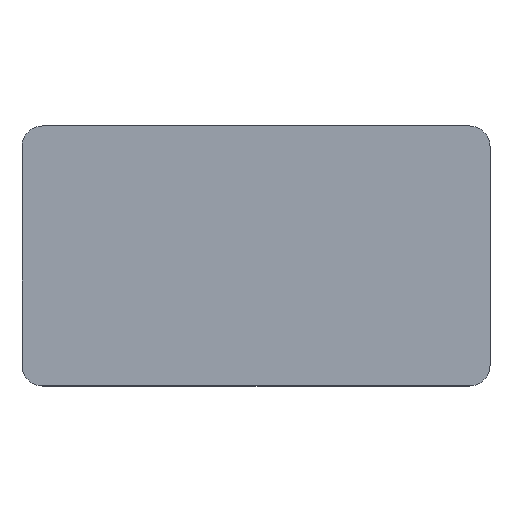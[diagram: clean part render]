
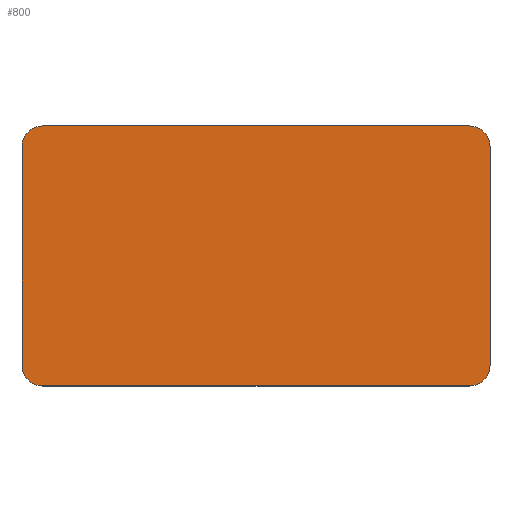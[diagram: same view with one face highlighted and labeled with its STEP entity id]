
A CAD part, top view. The second image highlights one B-rep face of the part: STEP entity #800.
In plain terms, the highlighted planar face has unit normal (0, 0, 1).
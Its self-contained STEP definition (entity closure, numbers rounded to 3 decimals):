
#269=CARTESIAN_POINT('',(-8.2,-4.2,1.));
#270=DIRECTION('',(0.,0.,1.));
#271=DIRECTION('',(-1.,0.,0.));
#272=AXIS2_PLACEMENT_3D('',#269,#270,#271);
#274=DIRECTION('',(0.,-1.,0.));
#275=VECTOR('',#274,8.4);
#276=CARTESIAN_POINT('',(-9.,4.2,1.));
#277=LINE('',#276,#275);
#278=CARTESIAN_POINT('',(-8.2,4.2,1.));
#279=DIRECTION('',(0.,0.,1.));
#280=DIRECTION('',(0.,1.,0.));
#281=AXIS2_PLACEMENT_3D('',#278,#279,#280);
#283=DIRECTION('',(-1.,0.,0.));
#284=VECTOR('',#283,16.4);
#285=CARTESIAN_POINT('',(8.2,5.,1.));
#286=LINE('',#285,#284);
#287=CARTESIAN_POINT('',(8.2,4.2,1.));
#288=DIRECTION('',(0.,0.,1.));
#289=DIRECTION('',(1.,0.,0.));
#290=AXIS2_PLACEMENT_3D('',#287,#288,#289);
#292=DIRECTION('',(0.,1.,0.));
#293=VECTOR('',#292,8.4);
#294=CARTESIAN_POINT('',(9.,-4.2,1.));
#295=LINE('',#294,#293);
#296=CARTESIAN_POINT('',(8.2,-4.2,1.));
#297=DIRECTION('',(0.,0.,1.));
#298=DIRECTION('',(0.,-1.,0.));
#299=AXIS2_PLACEMENT_3D('',#296,#297,#298);
#301=DIRECTION('',(1.,0.,0.));
#302=VECTOR('',#301,16.4);
#303=CARTESIAN_POINT('',(-8.2,-5.,1.));
#304=LINE('',#303,#302);
#369=CARTESIAN_POINT('',(-9.,-4.2,1.));
#371=VERTEX_POINT('',#369);
#373=CARTESIAN_POINT('',(-8.2,-5.,1.));
#374=VERTEX_POINT('',#373);
#377=CARTESIAN_POINT('',(-8.2,5.,1.));
#379=VERTEX_POINT('',#377);
#381=CARTESIAN_POINT('',(-9.,4.2,1.));
#382=VERTEX_POINT('',#381);
#385=CARTESIAN_POINT('',(8.2,-5.,1.));
#387=VERTEX_POINT('',#385);
#389=CARTESIAN_POINT('',(9.,-4.2,1.));
#390=VERTEX_POINT('',#389);
#393=CARTESIAN_POINT('',(9.,4.2,1.));
#395=VERTEX_POINT('',#393);
#397=CARTESIAN_POINT('',(8.2,5.,1.));
#398=VERTEX_POINT('',#397);
#785=CARTESIAN_POINT('',(0.,0.,1.));
#786=DIRECTION('',(0.,0.,1.));
#787=DIRECTION('',(1.,0.,0.));
#788=AXIS2_PLACEMENT_3D('',#785,#786,#787);
#789=PLANE('',#788);
#790=ORIENTED_EDGE('',*,*,#778,.F.);
#791=ORIENTED_EDGE('',*,*,#531,.F.);
#792=ORIENTED_EDGE('',*,*,#550,.F.);
#793=ORIENTED_EDGE('',*,*,#566,.F.);
#794=ORIENTED_EDGE('',*,*,#578,.F.);
#795=ORIENTED_EDGE('',*,*,#599,.F.);
#796=ORIENTED_EDGE('',*,*,#751,.F.);
#797=ORIENTED_EDGE('',*,*,#765,.F.);
#798=EDGE_LOOP('',(#790,#791,#792,#793,#794,#795,#796,#797));
#799=FACE_OUTER_BOUND('',#798,.F.);
#800=ADVANCED_FACE('',(#799),#789,.T.);
#273=CIRCLE('',#272,0.8);
#282=CIRCLE('',#281,0.8);
#291=CIRCLE('',#290,0.8);
#300=CIRCLE('',#299,0.8);
#531=EDGE_CURVE('',#382,#371,#277,.T.);
#550=EDGE_CURVE('',#379,#382,#282,.T.);
#566=EDGE_CURVE('',#398,#379,#286,.T.);
#578=EDGE_CURVE('',#395,#398,#291,.T.);
#599=EDGE_CURVE('',#390,#395,#295,.T.);
#751=EDGE_CURVE('',#387,#390,#300,.T.);
#765=EDGE_CURVE('',#374,#387,#304,.T.);
#778=EDGE_CURVE('',#371,#374,#273,.T.);
